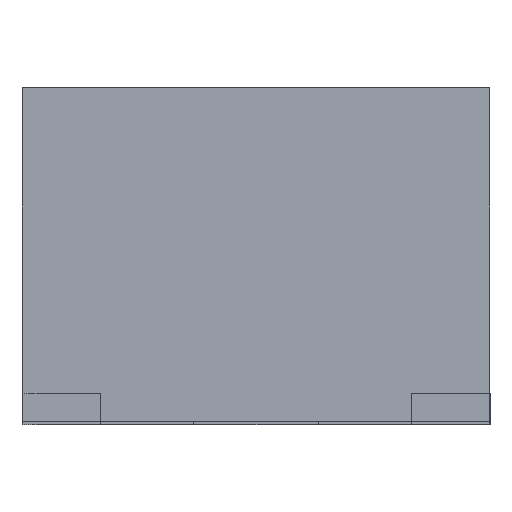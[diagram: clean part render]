
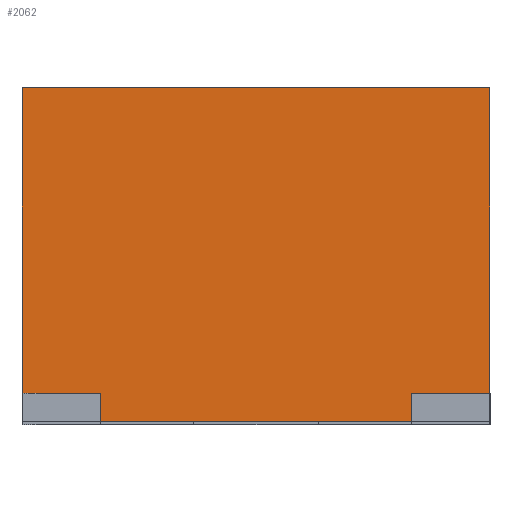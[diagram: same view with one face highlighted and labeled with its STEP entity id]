
A CAD part, left-side view. The second image highlights one B-rep face of the part: STEP entity #2062.
In plain terms, the highlighted planar face has unit normal (-1, 0, 0).
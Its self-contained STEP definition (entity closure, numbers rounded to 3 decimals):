
#6 = CARTESIAN_POINT ( 'NONE',  ( -1.499, 0.749, 0.54 ) ) ;
#41 = VECTOR ( 'NONE', #700, 1000. ) ;
#79 = LINE ( 'NONE', #922, #41 ) ;
#103 = CARTESIAN_POINT ( 'NONE',  ( -1.499, -0.749, 0.01 ) ) ;
#204 = CARTESIAN_POINT ( 'NONE',  ( -1.499, 0., 1.08 ) ) ;
#228 = CARTESIAN_POINT ( 'NONE',  ( -1.499, -0.749, 1.08 ) ) ;
#234 = EDGE_LOOP ( 'NONE', ( #2483, #2712, #1183, #754 ) ) ;
#254 = CARTESIAN_POINT ( 'NONE',  ( -1.499, 0.749, 1.08 ) ) ;
#429 = DIRECTION ( 'NONE',  ( 1., 0., 0. ) ) ;
#455 = DIRECTION ( 'NONE',  ( 0., 1., 0. ) ) ;
#700 = DIRECTION ( 'NONE',  ( 0., 0., 1. ) ) ;
#754 = ORIENTED_EDGE ( 'NONE', *, *, #2193, .F. ) ;
#844 = FACE_OUTER_BOUND ( 'NONE', #234, .T. ) ;
#909 = LINE ( 'NONE', #6, #2035 ) ;
#922 = CARTESIAN_POINT ( 'NONE',  ( -1.499, -0.749, 0.54 ) ) ;
#1010 = AXIS2_PLACEMENT_3D ( 'NONE', #1277, #429, #2335 ) ;
#1034 = EDGE_CURVE ( 'NONE', #1308, #1765, #79, .T. ) ;
#1075 = PLANE ( 'NONE',  #1010 ) ;
#1183 = ORIENTED_EDGE ( 'NONE', *, *, #1582, .F. ) ;
#1197 = CARTESIAN_POINT ( 'NONE',  ( -1.499, 0.749, 0.01 ) ) ;
#1277 = CARTESIAN_POINT ( 'NONE',  ( -1.499, 0., 0.54 ) ) ;
#1308 = VERTEX_POINT ( 'NONE', #103 ) ;
#1386 = VERTEX_POINT ( 'NONE', #1197 ) ;
#1439 = LINE ( 'NONE', #204, #2275 ) ;
#1582 = EDGE_CURVE ( 'NONE', #2114, #1765, #1439, .T. ) ;
#1711 = CARTESIAN_POINT ( 'NONE',  ( -1.499, 0., 0.01 ) ) ;
#1765 = VERTEX_POINT ( 'NONE', #228 ) ;
#1895 = DIRECTION ( 'NONE',  ( 0., 0., 1. ) ) ;
#2035 = VECTOR ( 'NONE', #1895, 1000. ) ;
#2062 = ADVANCED_FACE ( 'NONE', ( #844 ), #1075, .F. ) ;
#2114 = VERTEX_POINT ( 'NONE', #254 ) ;
#2159 = EDGE_CURVE ( 'NONE', #1308, #1386, #2499, .T. ) ;
#2193 = EDGE_CURVE ( 'NONE', #1386, #2114, #909, .T. ) ;
#2275 = VECTOR ( 'NONE', #2481, 1000. ) ;
#2335 = DIRECTION ( 'NONE',  ( 0., 0., -1. ) ) ;
#2481 = DIRECTION ( 'NONE',  ( 0., -1., 0. ) ) ;
#2483 = ORIENTED_EDGE ( 'NONE', *, *, #2159, .F. ) ;
#2499 = LINE ( 'NONE', #1711, #2664 ) ;
#2664 = VECTOR ( 'NONE', #455, 1000. ) ;
#2712 = ORIENTED_EDGE ( 'NONE', *, *, #1034, .T. ) ;
